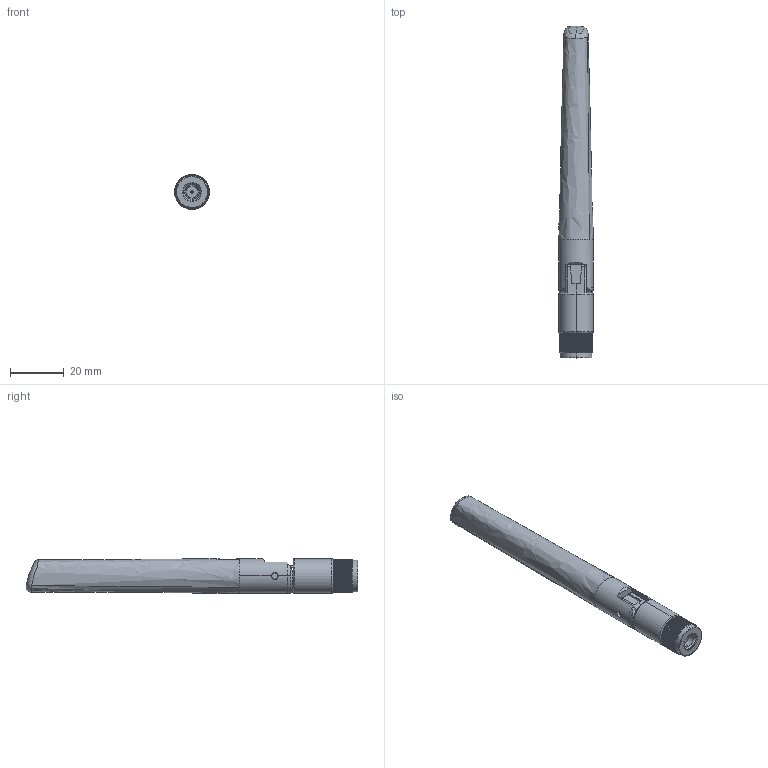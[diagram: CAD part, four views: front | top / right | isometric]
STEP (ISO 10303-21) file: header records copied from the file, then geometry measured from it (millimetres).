
FILE_DESCRIPTION (( 'STEP AP214' ), '1' );
FILE_NAME ('GW.29.A153_Web.STEP', '2024-10-23T09:15:00', ( '' ), ( '' ), 'SwSTEP 2.0', 'SolidWorks 2022', '' );
FILE_SCHEMA (( 'AUTOMOTIVE_DESIGN' ));
Length unit declared in the file: millimetre
Products named in the file (1): GW.29.A153_Web
Bounding box: 13 x 124.06 x 13 mm (x, y, z)
Surface area: 5357.9 mm2 (no closed solid volume)
Topology: 0 solids, 6 shells, 227 faces, 1080 edges, 753 vertices
Faces by surface type: cylinder 100, plane 89, bspline 25, cone 13
Entity records: 15588 total; most frequent: CARTESIAN_POINT 5907, ORIENTED_EDGE 1599, EDGE_CURVE 1080, DIRECTION 1070, VERTEX_POINT 753, B_SPLINE_CURVE_WITH_KNOTS 562, AXIS2_PLACEMENT_3D 370, LINE 330
